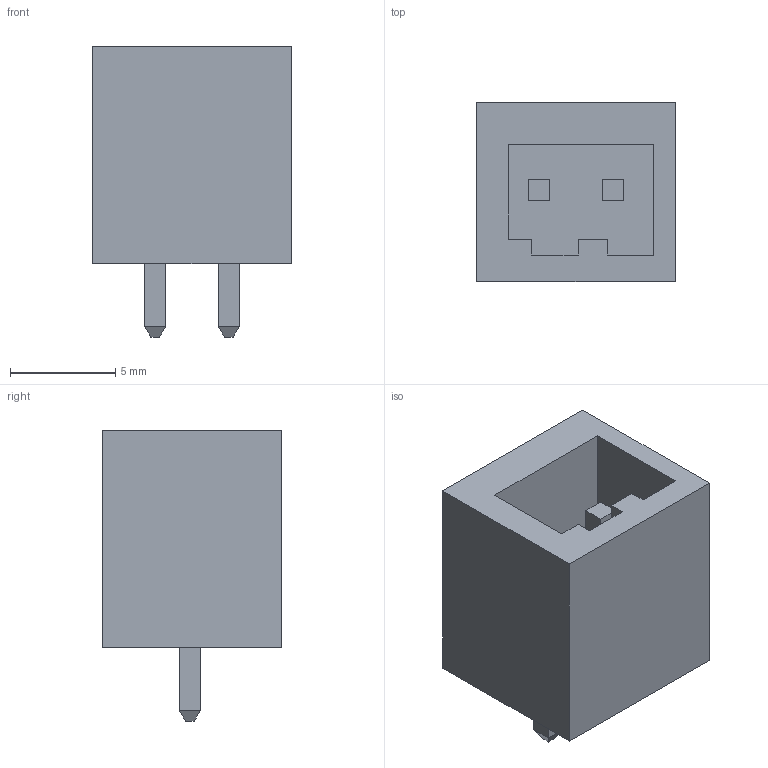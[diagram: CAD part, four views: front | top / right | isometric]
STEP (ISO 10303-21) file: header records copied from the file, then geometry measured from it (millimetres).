
FILE_DESCRIPTION (( 'STEP AP214' ), '1' );
FILE_NAME ('8EDGVC-3.5-02P.STEP', '2021-11-30T03:17:54', ( '' ), ( '' ), 'SwSTEP 2.0', 'SolidWorks 2019', '' );
FILE_SCHEMA (( 'AUTOMOTIVE_DESIGN' ));
Length unit declared in the file: millimetre
Products named in the file (1): 8EDGVC-3.5-02P
Bounding box: 9.4 x 8.5 x 13.8 mm (x, y, z)
Volume: 543.2 mm3; surface area: 849.1 mm2
Topology: 3 solids, 3 shells, 37 faces, 82 edges, 52 vertices
Faces by surface type: plane 37
Entity records: 1264 total; most frequent: CARTESIAN_POINT 172, ORIENTED_EDGE 164, DIRECTION 158, EDGE_CURVE 82, VECTOR 82, LINE 82, VERTEX_POINT 52, AXIS2_PLACEMENT_3D 38
